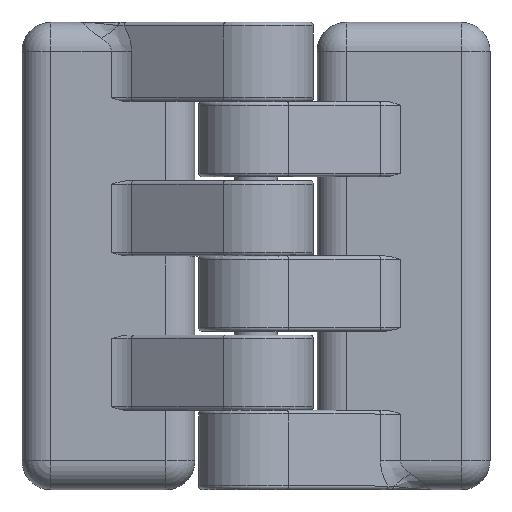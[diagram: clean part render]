
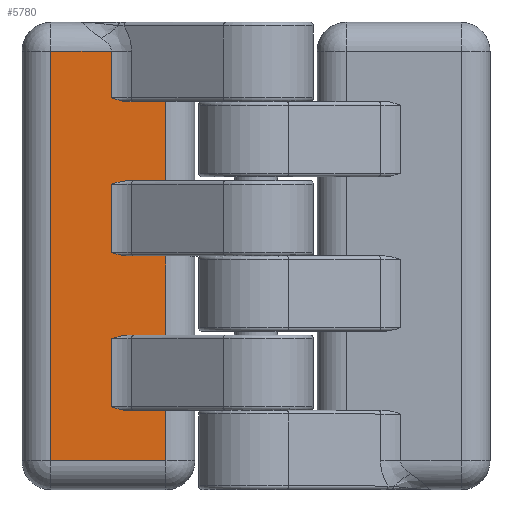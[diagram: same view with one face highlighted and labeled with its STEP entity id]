
A CAD part, top view. The second image highlights one B-rep face of the part: STEP entity #5780.
In plain terms, the highlighted planar face has unit normal (0, 0, 1).
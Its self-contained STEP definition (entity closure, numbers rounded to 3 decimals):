
#35=B_SPLINE_CURVE_WITH_KNOTS('',3,(#8254,#8255,#8256,#8257),
 .UNSPECIFIED.,.F.,.F.,(4,4),(0.,0.002),
 .UNSPECIFIED.);
#36=B_SPLINE_CURVE_WITH_KNOTS('',3,(#8282,#8283,#8284,#8285),
 .UNSPECIFIED.,.F.,.F.,(4,4),(0.,0.002),
 .UNSPECIFIED.);
#37=B_SPLINE_CURVE_WITH_KNOTS('',3,(#8291,#8292,#8293,#8294),
 .UNSPECIFIED.,.F.,.F.,(4,4),(0.,0.002),
 .UNSPECIFIED.);
#38=B_SPLINE_CURVE_WITH_KNOTS('',3,(#8301,#8302,#8303,#8304),
 .UNSPECIFIED.,.F.,.F.,(4,4),(0.,0.002),
 .UNSPECIFIED.);
#39=B_SPLINE_CURVE_WITH_KNOTS('',3,(#8307,#8308,#8309,#8310),
 .UNSPECIFIED.,.F.,.F.,(4,4),(0.,0.002),
 .UNSPECIFIED.);
#166=LINE('',#8137,#464);
#167=LINE('',#8141,#465);
#168=LINE('',#8143,#466);
#169=LINE('',#8145,#467);
#171=LINE('',#8148,#469);
#174=LINE('',#8159,#472);
#194=LINE('',#8239,#492);
#198=LINE('',#8268,#496);
#200=LINE('',#8289,#498);
#201=LINE('',#8295,#499);
#202=LINE('',#8297,#500);
#203=LINE('',#8299,#501);
#204=LINE('',#8305,#502);
#205=LINE('',#8311,#503);
#464=VECTOR('',#6757,1000.);
#465=VECTOR('',#6762,1000.);
#466=VECTOR('',#6765,1000.);
#467=VECTOR('',#6768,1000.);
#469=VECTOR('',#6772,1000.);
#472=VECTOR('',#6781,1000.);
#492=VECTOR('',#6853,1000.);
#496=VECTOR('',#6881,1000.);
#498=VECTOR('',#6903,1000.);
#499=VECTOR('',#6904,1000.);
#500=VECTOR('',#6905,1000.);
#501=VECTOR('',#6906,1000.);
#502=VECTOR('',#6907,1000.);
#503=VECTOR('',#6908,1000.);
#711=PLANE('',#6122);
#1234=ORIENTED_EDGE('',*,*,#2276,.T.);
#1235=ORIENTED_EDGE('',*,*,#2277,.T.);
#1236=ORIENTED_EDGE('',*,*,#2218,.T.);
#1237=ORIENTED_EDGE('',*,*,#2274,.T.);
#1238=ORIENTED_EDGE('',*,*,#2278,.F.);
#1239=ORIENTED_EDGE('',*,*,#2279,.T.);
#1240=ORIENTED_EDGE('',*,*,#2280,.T.);
#1241=ORIENTED_EDGE('',*,*,#2281,.T.);
#1242=ORIENTED_EDGE('',*,*,#2213,.T.);
#1243=ORIENTED_EDGE('',*,*,#2211,.T.);
#1244=ORIENTED_EDGE('',*,*,#2210,.T.);
#1245=ORIENTED_EDGE('',*,*,#2209,.T.);
#1246=ORIENTED_EDGE('',*,*,#2254,.T.);
#1247=ORIENTED_EDGE('',*,*,#2282,.T.);
#1248=ORIENTED_EDGE('',*,*,#2283,.T.);
#1249=ORIENTED_EDGE('',*,*,#2207,.T.);
#1250=ORIENTED_EDGE('',*,*,#2262,.T.);
#1251=ORIENTED_EDGE('',*,*,#2284,.F.);
#1252=ORIENTED_EDGE('',*,*,#2267,.T.);
#2207=EDGE_CURVE('',#2761,#2760,#166,.T.);
#2209=EDGE_CURVE('',#2673,#2757,#167,.T.);
#2210=EDGE_CURVE('',#2676,#2673,#168,.T.);
#2211=EDGE_CURVE('',#2750,#2676,#169,.T.);
#2213=EDGE_CURVE('',#2762,#2750,#171,.T.);
#2218=EDGE_CURVE('',#2767,#2766,#174,.T.);
#2254=EDGE_CURVE('',#2757,#2791,#194,.T.);
#2262=EDGE_CURVE('',#2760,#2797,#35,.F.);
#2267=EDGE_CURVE('',#2799,#2801,#198,.T.);
#2274=EDGE_CURVE('',#2766,#2806,#36,.F.);
#2276=EDGE_CURVE('',#2801,#2807,#200,.T.);
#2277=EDGE_CURVE('',#2807,#2767,#37,.T.);
#2278=EDGE_CURVE('',#2808,#2806,#201,.T.);
#2279=EDGE_CURVE('',#2808,#2809,#202,.T.);
#2280=EDGE_CURVE('',#2809,#2810,#203,.T.);
#2281=EDGE_CURVE('',#2810,#2762,#38,.T.);
#2282=EDGE_CURVE('',#2791,#2811,#204,.T.);
#2283=EDGE_CURVE('',#2811,#2761,#39,.T.);
#2284=EDGE_CURVE('',#2799,#2797,#205,.T.);
#2673=VERTEX_POINT('',#7807);
#2676=VERTEX_POINT('',#7814);
#2750=VERTEX_POINT('',#8077);
#2757=VERTEX_POINT('',#8128);
#2760=VERTEX_POINT('',#8136);
#2761=VERTEX_POINT('',#8138);
#2762=VERTEX_POINT('',#8149);
#2766=VERTEX_POINT('',#8158);
#2767=VERTEX_POINT('',#8160);
#2791=VERTEX_POINT('',#8237);
#2797=VERTEX_POINT('',#8258);
#2799=VERTEX_POINT('',#8263);
#2801=VERTEX_POINT('',#8267);
#2806=VERTEX_POINT('',#8286);
#2807=VERTEX_POINT('',#8290);
#2808=VERTEX_POINT('',#8296);
#2809=VERTEX_POINT('',#8298);
#2810=VERTEX_POINT('',#8300);
#2811=VERTEX_POINT('',#8306);
#3386=EDGE_LOOP('',(#1234,#1235,#1236,#1237,#1238,#1239,#1240,#1241,#1242,
#1243,#1244,#1245,#1246,#1247,#1248,#1249,#1250,#1251,#1252));
#3690=FACE_BOUND('',#3386,.T.);
#5780=ADVANCED_FACE('',(#3690),#711,.T.);
#6122=AXIS2_PLACEMENT_3D('',#8288,#6901,#6902);
#6757=DIRECTION('',(0.,1.,0.));
#6762=DIRECTION('',(1.,0.,0.));
#6765=DIRECTION('',(0.,-1.,0.));
#6768=DIRECTION('',(-1.,0.,0.));
#6772=DIRECTION('',(0.,1.,0.));
#6781=DIRECTION('',(0.,1.,0.));
#6853=DIRECTION('',(0.,1.,0.));
#6881=DIRECTION('',(0.,1.,0.));
#6901=DIRECTION('',(0.,0.,1.));
#6902=DIRECTION('',(1.,0.,0.));
#6903=DIRECTION('',(-1.,0.,0.));
#6904=DIRECTION('',(-1.,0.,0.));
#6905=DIRECTION('',(0.,1.,0.));
#6906=DIRECTION('',(-1.,0.,0.));
#6907=DIRECTION('',(-1.,0.,0.));
#6908=DIRECTION('',(-1.,0.,0.));
#7807=CARTESIAN_POINT('',(-8.,-28.45,14.));
#7814=CARTESIAN_POINT('',(-8.,28.45,14.));
#8077=CARTESIAN_POINT('',(0.388,28.45,14.));
#8128=CARTESIAN_POINT('',(8.,-28.45,14.));
#8136=CARTESIAN_POINT('',(0.388,-11.5,14.));
#8137=CARTESIAN_POINT('',(0.388,0.,14.));
#8138=CARTESIAN_POINT('',(0.388,-20.95,14.));
#8141=CARTESIAN_POINT('',(12.,-28.45,14.));
#8143=CARTESIAN_POINT('',(-8.,-32.45,14.));
#8145=CARTESIAN_POINT('',(-12.,28.45,14.));
#8148=CARTESIAN_POINT('',(0.388,0.,14.));
#8149=CARTESIAN_POINT('',(0.388,21.95,14.));
#8158=CARTESIAN_POINT('',(0.388,9.95,14.));
#8159=CARTESIAN_POINT('',(0.388,0.,14.));
#8160=CARTESIAN_POINT('',(0.388,0.5,14.));
#8237=CARTESIAN_POINT('',(8.,-21.45,14.));
#8239=CARTESIAN_POINT('',(8.,-21.45,14.));
#8254=CARTESIAN_POINT('',(2.68,-11.,14.));
#8255=CARTESIAN_POINT('',(1.89,-11.,14.));
#8256=CARTESIAN_POINT('',(1.134,-11.264,14.));
#8257=CARTESIAN_POINT('',(0.388,-11.5,14.));
#8258=CARTESIAN_POINT('',(2.68,-11.,14.));
#8263=CARTESIAN_POINT('',(8.,-11.,14.));
#8267=CARTESIAN_POINT('',(8.,0.,14.));
#8268=CARTESIAN_POINT('',(8.,0.,14.));
#8282=CARTESIAN_POINT('',(2.68,10.45,14.));
#8283=CARTESIAN_POINT('',(1.89,10.45,14.));
#8284=CARTESIAN_POINT('',(1.134,10.186,14.));
#8285=CARTESIAN_POINT('',(0.388,9.95,14.));
#8286=CARTESIAN_POINT('',(2.68,10.45,14.));
#8288=CARTESIAN_POINT('',(0.,0.,14.));
#8289=CARTESIAN_POINT('',(50.,0.,14.));
#8290=CARTESIAN_POINT('',(2.68,0.,14.));
#8291=CARTESIAN_POINT('',(2.68,0.,14.));
#8292=CARTESIAN_POINT('',(1.89,0.,14.));
#8293=CARTESIAN_POINT('',(1.134,0.264,14.));
#8294=CARTESIAN_POINT('',(0.388,0.5,14.));
#8295=CARTESIAN_POINT('',(50.,10.45,14.));
#8296=CARTESIAN_POINT('',(8.,10.45,14.));
#8297=CARTESIAN_POINT('',(8.,21.45,14.));
#8298=CARTESIAN_POINT('',(8.,21.45,14.));
#8299=CARTESIAN_POINT('',(50.,21.45,14.));
#8300=CARTESIAN_POINT('',(2.68,21.45,14.));
#8301=CARTESIAN_POINT('',(2.68,21.45,14.));
#8302=CARTESIAN_POINT('',(1.89,21.45,14.));
#8303=CARTESIAN_POINT('',(1.134,21.714,14.));
#8304=CARTESIAN_POINT('',(0.388,21.95,14.));
#8305=CARTESIAN_POINT('',(50.,-21.45,14.));
#8306=CARTESIAN_POINT('',(2.68,-21.45,14.));
#8307=CARTESIAN_POINT('',(2.68,-21.45,14.));
#8308=CARTESIAN_POINT('',(1.89,-21.45,14.));
#8309=CARTESIAN_POINT('',(1.134,-21.186,14.));
#8310=CARTESIAN_POINT('',(0.388,-20.95,14.));
#8311=CARTESIAN_POINT('',(50.,-11.,14.));
